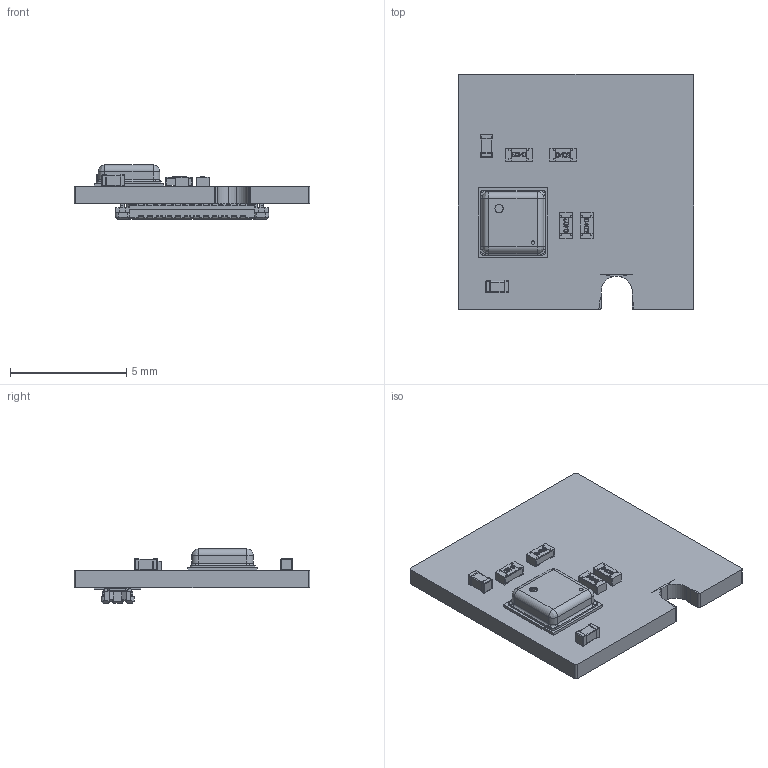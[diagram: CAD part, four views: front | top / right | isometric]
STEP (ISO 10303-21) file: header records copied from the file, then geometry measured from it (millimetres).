
FILE_DESCRIPTION(('Open CASCADE Model'),'2;1');
FILE_NAME('Open CASCADE Shape Model','2020-06-01T18:15:02',('Author'),( 'Open CASCADE'),'Open CASCADE STEP processor 6.8','Open CASCADE 6.8' ,'Unknown');
FILE_SCHEMA(('AUTOMOTIVE_DESIGN { 1 0 10303 214 1 1 1 1 }'));
Length unit declared in the file: millimetre
Products named in the file (30): PCB; Board; Open CASCADE STEP translator 6.8 5.1.1; Open CASCADE STEP translator 6.8 5.1.1.1; Open CASCADE STEP translator 6.8 5.1.1.2; Open CASCADE STEP translator 6.8 5.1.1.3; Open CASCADE STEP translator 6.8 5.1.1.4; C3; C0402; C4; R1; RES_1005-0402; R3; R2; R4; U1; LGA8-3x3mm; Deckel; Part_1; Part_2; Part_3; Part_4; Part_5; Part_6; Part_7; Part_8; Part_9; Part_10; J1; axe624124
Assembly tree (33 placements, depth 4):
  PCB
    Board
      Open CASCADE STEP translator 6.8 5.1.1
        Open CASCADE STEP translator 6.8 5.1.1.1
        Open CASCADE STEP translator 6.8 5.1.1.2
        Open CASCADE STEP translator 6.8 5.1.1.3
        Open CASCADE STEP translator 6.8 5.1.1.4
    C3
      C0402
    C4
      C0402
    R1
      RES_1005-0402
    R3
      RES_1005-0402
    R2
      RES_1005-0402
    R4
      RES_1005-0402
    U1
      LGA8-3x3mm
        Deckel
        Part_1
        Part_2
        Part_3
        Part_4
        Part_5
        Part_6
        Part_7
        Part_8
        Part_9
        Part_10
    J1
      axe624124
Bounding box: 10.15 x 10.15 x 2.33 mm (x, y, z)
Volume: 82.5 mm3; surface area: 351 mm2
Topology: 34 solids, 34 shells, 1189 faces, 3033 edges, 1922 vertices
Faces by surface type: plane 801, cylinder 180, bspline 164, sphere 36, cone 4, torus 4
Entity records: 29331 total; most frequent: CARTESIAN_POINT 8023, ORIENTED_EDGE 4348, DIRECTION 3992, EDGE_CURVE 2174, LINE 1646, VECTOR 1646, VERTEX_POINT 1390, AXIS2_PLACEMENT_3D 1173
